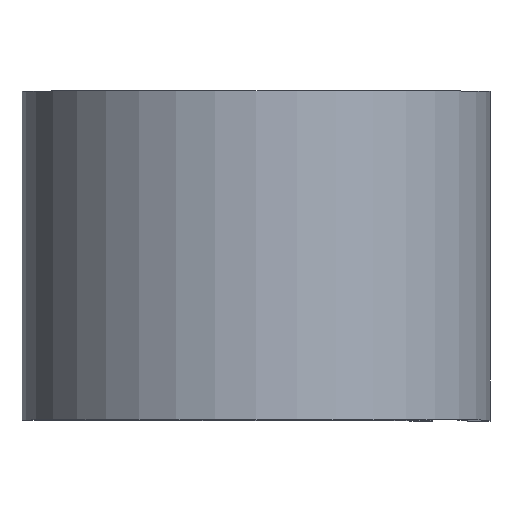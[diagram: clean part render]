
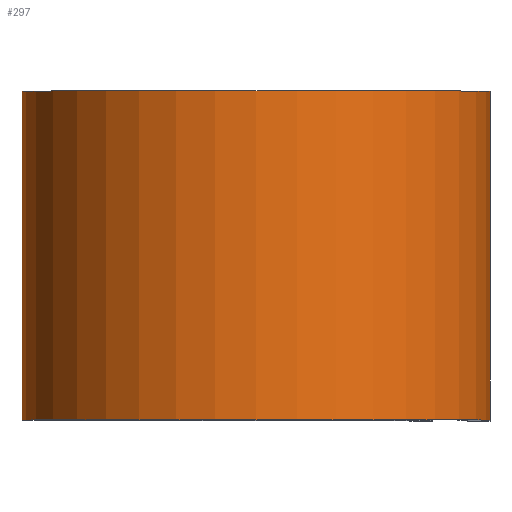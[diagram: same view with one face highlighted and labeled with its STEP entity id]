
A CAD part, top view. The second image highlights one B-rep face of the part: STEP entity #297.
In plain terms, the highlighted cylindrical face has radius 15.812 mm (diameter 31.623 mm), a partial arc.
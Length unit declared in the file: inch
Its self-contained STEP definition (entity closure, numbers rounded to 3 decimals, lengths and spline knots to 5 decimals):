
#12 = DIRECTION ( 'NONE',  ( 0., 1., 0. ) ) ;
#20 = LINE ( 'NONE', #520, #28 ) ;
#28 = VECTOR ( 'NONE', #488, 39.37008 ) ;
#43 = EDGE_CURVE ( 'NONE', #215, #273, #20, .T. ) ;
#88 = ORIENTED_EDGE ( 'NONE', *, *, #198, .T. ) ;
#131 = CARTESIAN_POINT ( 'NONE',  ( 0., 0.4375, -0.6225 ) ) ;
#141 = DIRECTION ( 'NONE',  ( 1., 0., 0. ) ) ;
#145 = DIRECTION ( 'NONE',  ( 0., 1., 0. ) ) ;
#149 = CARTESIAN_POINT ( 'NONE',  ( 0., 0.4375, 0. ) ) ;
#160 = VERTEX_POINT ( 'NONE', #435 ) ;
#167 = ORIENTED_EDGE ( 'NONE', *, *, #43, .F. ) ;
#176 = CARTESIAN_POINT ( 'NONE',  ( 0.6225, -0.4375, 0. ) ) ;
#198 = EDGE_CURVE ( 'NONE', #160, #273, #204, .T. ) ;
#204 = CIRCLE ( 'NONE', #267, 0.6225 ) ;
#210 = CARTESIAN_POINT ( 'NONE',  ( 0., -0.4375, 0. ) ) ;
#215 = VERTEX_POINT ( 'NONE', #560 ) ;
#250 = DIRECTION ( 'NONE',  ( 1., 0., 0. ) ) ;
#267 = AXIS2_PLACEMENT_3D ( 'NONE', #210, #12, #250 ) ;
#273 = VERTEX_POINT ( 'NONE', #176 ) ;
#291 = AXIS2_PLACEMENT_3D ( 'NONE', #149, #145, #141 ) ;
#297 = ADVANCED_FACE ( 'NONE', ( #601 ), #590, .T. ) ;
#306 = DIRECTION ( 'NONE',  ( 0., 0., -1. ) ) ;
#308 = CARTESIAN_POINT ( 'NONE',  ( 0., 0.4375, 0. ) ) ;
#314 = DIRECTION ( 'NONE',  ( 0., -1., 0. ) ) ;
#319 = ORIENTED_EDGE ( 'NONE', *, *, #527, .F. ) ;
#339 = CARTESIAN_POINT ( 'NONE',  ( 0., 0.4375, -0.6225 ) ) ;
#394 = AXIS2_PLACEMENT_3D ( 'NONE', #308, #314, #306 ) ;
#400 = VECTOR ( 'NONE', #561, 39.37008 ) ;
#435 = CARTESIAN_POINT ( 'NONE',  ( 0., -0.4375, -0.6225 ) ) ;
#442 = EDGE_LOOP ( 'NONE', ( #88, #167, #319, #626 ) ) ;
#488 = DIRECTION ( 'NONE',  ( 0., -1., 0. ) ) ;
#520 = CARTESIAN_POINT ( 'NONE',  ( 0.6225, 0.4375, 0. ) ) ;
#527 = EDGE_CURVE ( 'NONE', #632, #215, #593, .T. ) ;
#560 = CARTESIAN_POINT ( 'NONE',  ( 0.6225, 0.4375, 0. ) ) ;
#561 = DIRECTION ( 'NONE',  ( 0., -1., 0. ) ) ;
#590 = CYLINDRICAL_SURFACE ( 'NONE', #394, 0.6225 ) ;
#593 = CIRCLE ( 'NONE', #291, 0.6225 ) ;
#601 = FACE_OUTER_BOUND ( 'NONE', #442, .T. ) ;
#622 = EDGE_CURVE ( 'NONE', #632, #160, #629, .T. ) ;
#626 = ORIENTED_EDGE ( 'NONE', *, *, #622, .T. ) ;
#629 = LINE ( 'NONE', #339, #400 ) ;
#632 = VERTEX_POINT ( 'NONE', #131 ) ;
